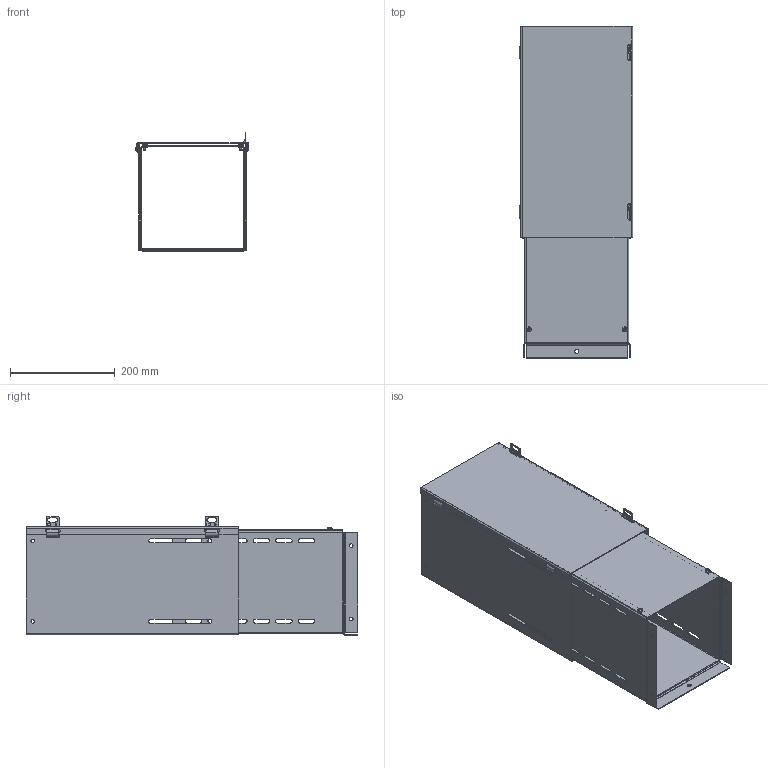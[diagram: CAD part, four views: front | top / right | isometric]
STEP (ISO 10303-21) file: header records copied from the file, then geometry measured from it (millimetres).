
FILE_DESCRIPTION (( 'STEP AP203' ), '1' );
FILE_NAME ('CWTL8.step', '2024-04-25T14:22:39', ( '' ), ( '' ), 'SwSTEP 2.0', 'SolidWorks 2023', '' );
FILE_SCHEMA (( 'CONFIG_CONTROL_DESIGN' ));
Length unit declared in the file: inch
Products named in the file (1): CWTL8
Bounding box: 216.57 x 635 x 227.22 mm (x, y, z)
Volume: 1123234.9 mm3; surface area: 1248554.3 mm2
Topology: 12 solids, 12 shells, 506 faces, 1340 edges, 860 vertices
Faces by surface type: plane 266, cylinder 192, bspline 40, cone 8
Entity records: 17565 total; most frequent: CARTESIAN_POINT 4775, ORIENTED_EDGE 2680, DIRECTION 2550, EDGE_CURVE 1340, AXIS2_PLACEMENT_3D 863, VERTEX_POINT 860, LINE 824, VECTOR 824
